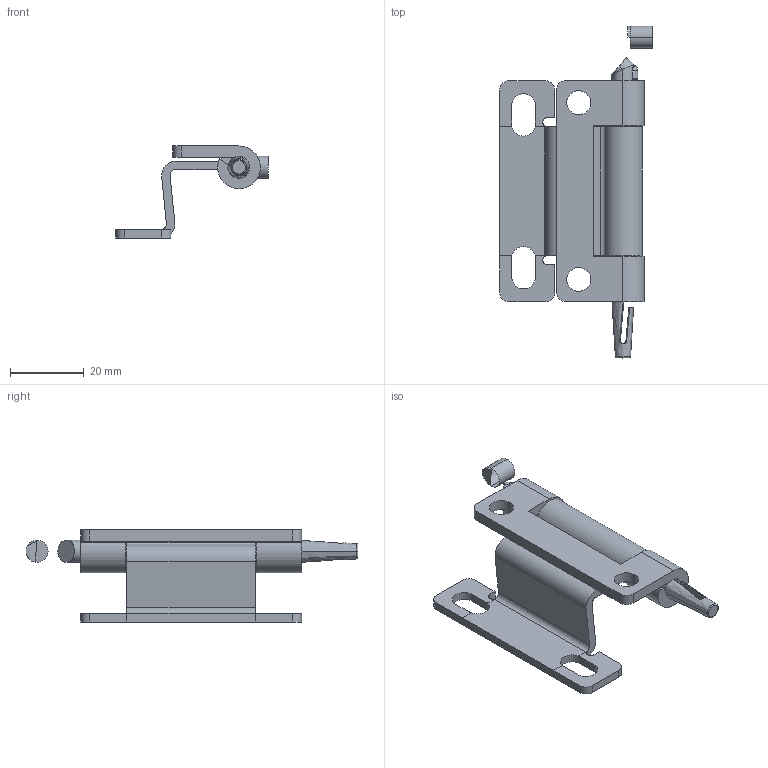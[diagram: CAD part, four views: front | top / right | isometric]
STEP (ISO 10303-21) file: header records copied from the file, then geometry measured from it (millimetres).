
FILE_DESCRIPTION(/* description */ (''),/* implementation_level */ '2;1');
FILE_NAME(/* name */ 'JL250-6',/* time_stamp */ '2024-10-05T11:01:10+08:00',/* author */ (''),/* organization */ (''),/* preprocessor_version */ 'ST-DEVELOPER v19.2',/* originating_system */ 'Rhino 8.5',/* authorisation */ '');
FILE_SCHEMA (('CONFIG_CONTROL_DESIGN'));
Length unit declared in the file: millimetre
Products named in the file (1): Document
Bounding box: 41.5 x 90.17 x 25 mm (x, y, z)
Volume: 10018.4 mm3; surface area: 11162.8 mm2
Topology: 2 solids, 4 shells, 113 faces, 304 edges, 190 vertices
Faces by surface type: plane 55, cylinder 44, bspline 14
Entity records: 4283 total; most frequent: CARTESIAN_POINT 1811, ORIENTED_EDGE 589, DIRECTION 318, EDGE_CURVE 301, AXIS2_PLACEMENT_3D 206, VERTEX_POINT 189, B_SPLINE_CURVE_WITH_KNOTS 122, EDGE_LOOP 115
